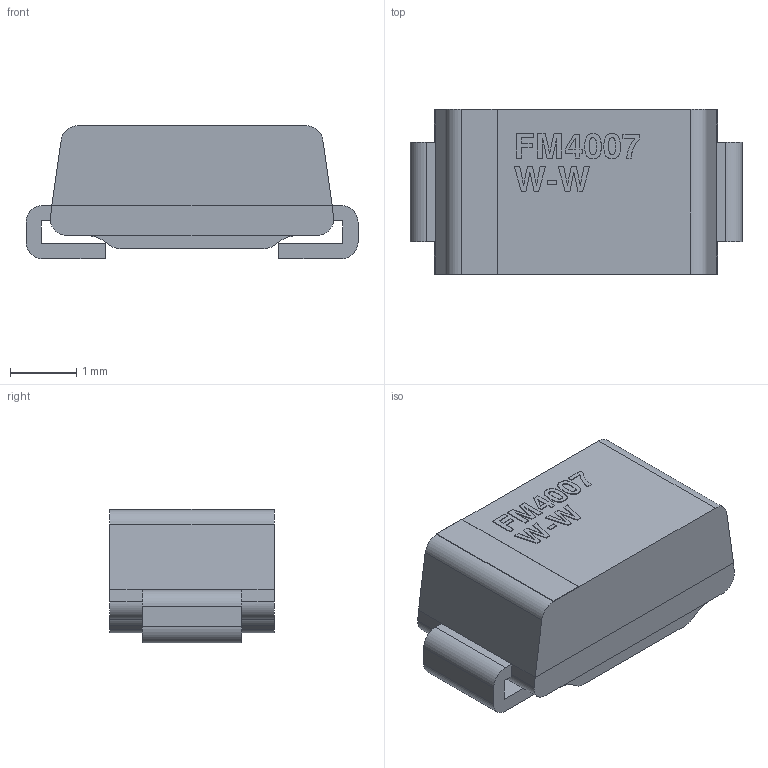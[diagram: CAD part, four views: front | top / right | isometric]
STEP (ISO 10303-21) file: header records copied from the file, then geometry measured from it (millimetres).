
FILE_DESCRIPTION(('FreeCAD Model'),'2;1');
FILE_NAME('Rectron_FM4007W-W.step','2019-07-22T11:42:24',('Author'),(''), 'Open CASCADE STEP processor 7.3','FreeCAD','Unknown');
FILE_SCHEMA(('AUTOMOTIVE_DESIGN { 1 0 10303 214 1 1 1 1 }'));
Length unit declared in the file: millimetre
Products named in the file (1): FM4007W-W
Bounding box: 5 x 2.48 x 2.02 mm (x, y, z)
Volume: 19.3 mm3; surface area: 55.1 mm2
Topology: 1 solids, 1 shells, 190 faces, 516 edges, 340 vertices
Faces by surface type: plane 122, extrusion 52, cylinder 12, bspline 4
Entity records: 7403 total; most frequent: CARTESIAN_POINT 1495, ORIENTED_EDGE 1032, DIRECTION 738, EDGE_CURVE 516, VECTOR 428, LINE 376, VERTEX_POINT 340, FACE_BOUND 202
